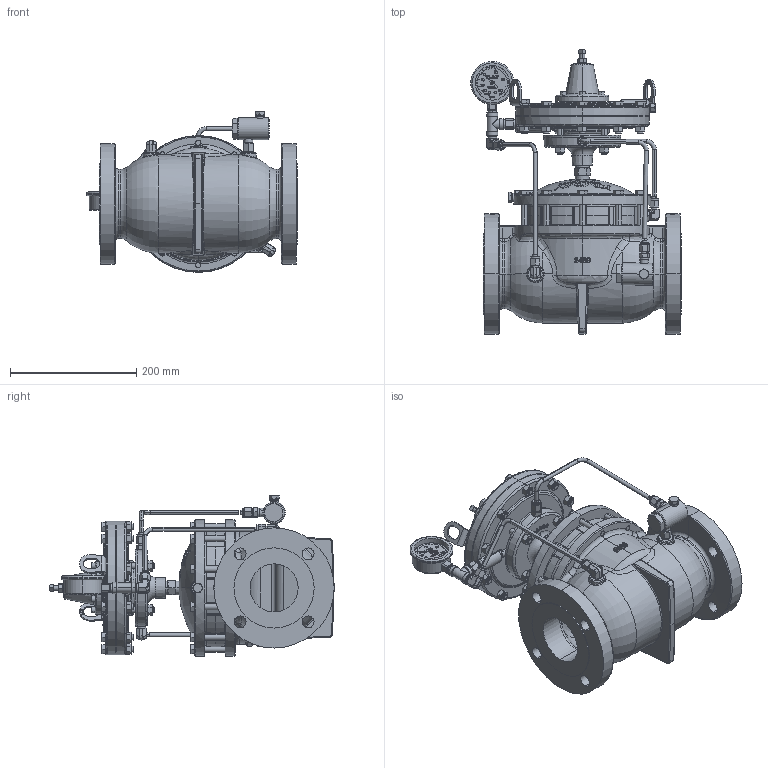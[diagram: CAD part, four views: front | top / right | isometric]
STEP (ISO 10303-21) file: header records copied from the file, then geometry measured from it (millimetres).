
FILE_DESCRIPTION (( 'STEP AP214' ), '1' );
FILE_NAME ('RLR3ARWF2S-AFC20.STEP', '2020-06-09T16:19:55', ( '' ), ( '' ), 'SwSTEP 2.0', 'SolidWorks 2019', '' );
FILE_SCHEMA (( 'AUTOMOTIVE_DESIGN' ));
Length unit declared in the file: inch
Products named in the file (1): RLR3ARWF2S-AFC20
Bounding box: 333.5 x 450.61 x 254.86 mm (x, y, z)
Volume: 7391851.5 mm3; surface area: 757721.5 mm2
Topology: 1 solids, 1 shells, 5349 faces, 13602 edges, 8470 vertices
Faces by surface type: plane 2367, bspline 1056, cylinder 921, cone 634, torus 251, sphere 120
Entity records: 273704 total; most frequent: CARTESIAN_POINT 102514, ORIENTED_EDGE 26922, DIRECTION 21891, EDGE_CURVE 13461, VERTEX_POINT 8470, AXIS2_PLACEMENT_3D 7884, LINE 6123, VECTOR 6123
